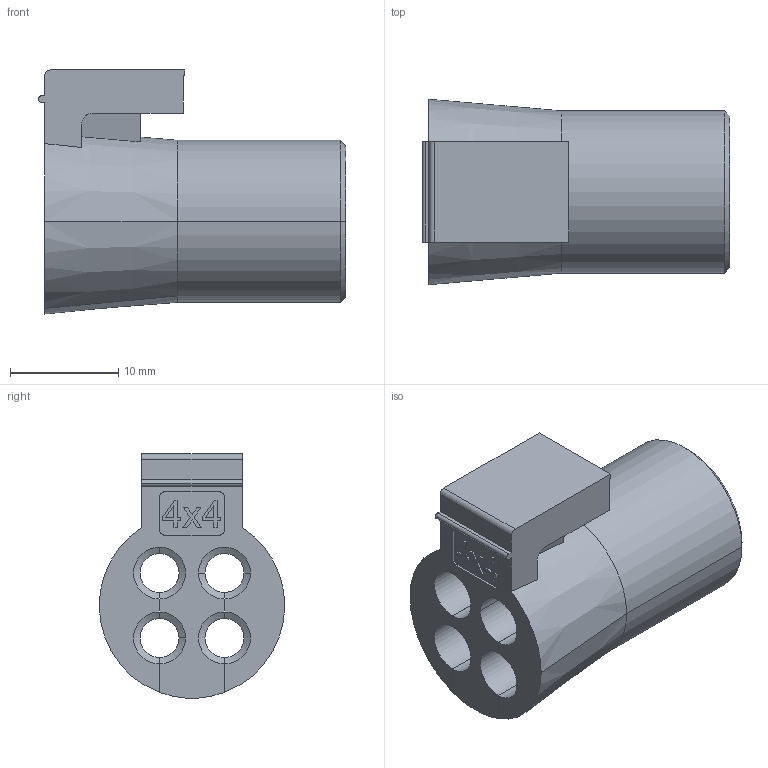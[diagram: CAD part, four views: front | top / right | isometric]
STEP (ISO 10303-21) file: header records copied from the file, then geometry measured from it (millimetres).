
FILE_DESCRIPTION (( 'STEP AP203' ), '1' );
FILE_NAME ('568409.step', '2019-11-21T17:31:35', ( '' ), ( '' ), 'SwSTEP 2.0', 'SolidWorks 2019', '' );
FILE_SCHEMA (( 'CONFIG_CONTROL_DESIGN' ));
Length unit declared in the file: inch
Products named in the file (1): 568409
Bounding box: 28.4 x 17.14 x 22.55 mm (x, y, z)
Volume: 3843.8 mm3; surface area: 4025.5 mm2
Topology: 1 solids, 1 shells, 142 faces, 394 edges, 260 vertices
Faces by surface type: plane 76, cylinder 40, cone 24, bspline 2
Entity records: 4631 total; most frequent: CARTESIAN_POINT 865, ORIENTED_EDGE 788, DIRECTION 752, EDGE_CURVE 394, LINE 282, VECTOR 282, VERTEX_POINT 260, AXIS2_PLACEMENT_3D 235
